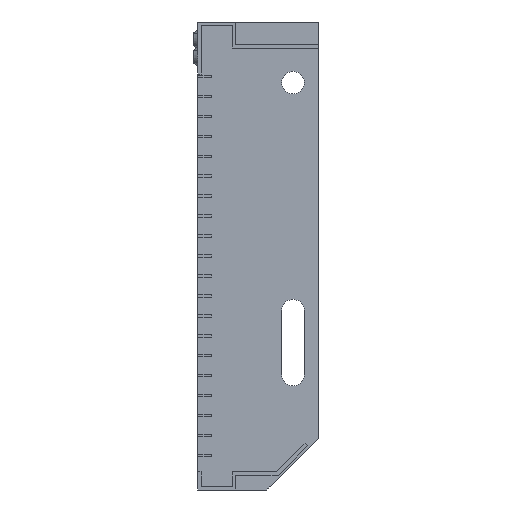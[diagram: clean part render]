
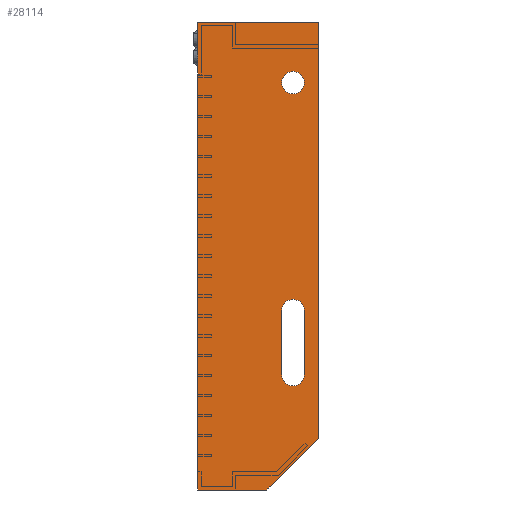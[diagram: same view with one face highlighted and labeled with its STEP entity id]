
A CAD part, left-side view. The second image highlights one B-rep face of the part: STEP entity #28114.
In plain terms, the highlighted planar face has unit normal (-1, 0, 0).
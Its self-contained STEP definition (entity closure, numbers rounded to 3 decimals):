
#56 = CIRCLE ( 'NONE', #29296, 6.5 ) ;
#234 = ORIENTED_EDGE ( 'NONE', *, *, #23737, .T. ) ;
#436 = VERTEX_POINT ( 'NONE', #23363 ) ;
#1080 = ORIENTED_EDGE ( 'NONE', *, *, #2933, .T. ) ;
#1791 = LINE ( 'NONE', #16545, #32053 ) ;
#1826 = CARTESIAN_POINT ( 'NONE',  ( -600., 15., -166.5 ) ) ;
#2337 = LINE ( 'NONE', #2395, #13394 ) ;
#2395 = CARTESIAN_POINT ( 'NONE',  ( -600., 70., -270. ) ) ;
#2506 = DIRECTION ( 'NONE',  ( 0., -1., 0. ) ) ;
#2587 = VERTEX_POINT ( 'NONE', #13378 ) ;
#2620 = FACE_OUTER_BOUND ( 'NONE', #26977, .T. ) ;
#2933 = EDGE_CURVE ( 'NONE', #5958, #2587, #22016, .T. ) ;
#3495 = ORIENTED_EDGE ( 'NONE', *, *, #25706, .T. ) ;
#3697 = CARTESIAN_POINT ( 'NONE',  ( -600., 0., 0. ) ) ;
#3725 = EDGE_CURVE ( 'NONE', #2587, #7762, #23772, .T. ) ;
#4067 = DIRECTION ( 'NONE',  ( 0., 0., -1. ) ) ;
#4574 = DIRECTION ( 'NONE',  ( 0., 0.707, -0.707 ) ) ;
#4786 = CARTESIAN_POINT ( 'NONE',  ( -600., 15., -28.5 ) ) ;
#4879 = DIRECTION ( 'NONE',  ( 1., 0., 0. ) ) ;
#5958 = VERTEX_POINT ( 'NONE', #20217 ) ;
#6630 = PLANE ( 'NONE',  #34553 ) ;
#7151 = DIRECTION ( 'NONE',  ( 1., 0., 0. ) ) ;
#7558 = CIRCLE ( 'NONE', #15272, 6.5 ) ;
#7661 = CARTESIAN_POINT ( 'NONE',  ( -600., 30., -270. ) ) ;
#7745 = LINE ( 'NONE', #28805, #32479 ) ;
#7762 = VERTEX_POINT ( 'NONE', #24458 ) ;
#7974 = ORIENTED_EDGE ( 'NONE', *, *, #24423, .F. ) ;
#8495 = ORIENTED_EDGE ( 'NONE', *, *, #22787, .F. ) ;
#9066 = FACE_BOUND ( 'NONE', #32795, .T. ) ;
#9308 = VECTOR ( 'NONE', #4574, 1000. ) ;
#9478 = DIRECTION ( 'NONE',  ( 1., 0., 0. ) ) ;
#9548 = CARTESIAN_POINT ( 'NONE',  ( -600., 15., -35. ) ) ;
#10792 = ORIENTED_EDGE ( 'NONE', *, *, #18956, .F. ) ;
#10815 = DIRECTION ( 'NONE',  ( 0., 0., -1. ) ) ;
#11380 = EDGE_LOOP ( 'NONE', ( #3495, #13563 ) ) ;
#13194 = CARTESIAN_POINT ( 'NONE',  ( -600., 70., 0. ) ) ;
#13378 = CARTESIAN_POINT ( 'NONE',  ( -600., 21.5, -166.5 ) ) ;
#13394 = VECTOR ( 'NONE', #14323, 1000. ) ;
#13563 = ORIENTED_EDGE ( 'NONE', *, *, #20165, .T. ) ;
#13648 = VERTEX_POINT ( 'NONE', #4786 ) ;
#14323 = DIRECTION ( 'NONE',  ( 0., 1., 0. ) ) ;
#14665 = EDGE_CURVE ( 'NONE', #25460, #33089, #34560, .T. ) ;
#14801 = VECTOR ( 'NONE', #4067, 1000. ) ;
#15272 = AXIS2_PLACEMENT_3D ( 'NONE', #9548, #27123, #21320 ) ;
#15360 = CARTESIAN_POINT ( 'NONE',  ( -600., 70., 0. ) ) ;
#15721 = EDGE_CURVE ( 'NONE', #7762, #30779, #34486, .T. ) ;
#15910 = CARTESIAN_POINT ( 'NONE',  ( -600., 30., -270. ) ) ;
#16384 = DIRECTION ( 'NONE',  ( 0., 0., -1. ) ) ;
#16545 = CARTESIAN_POINT ( 'NONE',  ( -600., 0., -240. ) ) ;
#16829 = AXIS2_PLACEMENT_3D ( 'NONE', #1826, #4879, #10815 ) ;
#17403 = VECTOR ( 'NONE', #30348, 1000. ) ;
#17792 = ORIENTED_EDGE ( 'NONE', *, *, #3725, .T. ) ;
#18956 = EDGE_CURVE ( 'NONE', #27199, #26755, #19592, .T. ) ;
#19104 = VECTOR ( 'NONE', #36460, 1000. ) ;
#19232 = DIRECTION ( 'NONE',  ( 0., 0., -1. ) ) ;
#19592 = LINE ( 'NONE', #15360, #19104 ) ;
#19629 = ORIENTED_EDGE ( 'NONE', *, *, #14665, .F. ) ;
#19709 = CARTESIAN_POINT ( 'NONE',  ( -600., 15., -203.5 ) ) ;
#20046 = AXIS2_PLACEMENT_3D ( 'NONE', #36942, #34122, #30687 ) ;
#20165 = EDGE_CURVE ( 'NONE', #13648, #28970, #7558, .T. ) ;
#20217 = CARTESIAN_POINT ( 'NONE',  ( -600., 21.5, -203.5 ) ) ;
#21253 = CARTESIAN_POINT ( 'NONE',  ( -600., 70., -270. ) ) ;
#21320 = DIRECTION ( 'NONE',  ( 0., 0., -1. ) ) ;
#21627 = CARTESIAN_POINT ( 'NONE',  ( -600., 8.5, -166.5 ) ) ;
#22005 = ORIENTED_EDGE ( 'NONE', *, *, #15721, .T. ) ;
#22016 = LINE ( 'NONE', #24461, #17403 ) ;
#22514 = EDGE_CURVE ( 'NONE', #30779, #29898, #56, .T. ) ;
#22787 = EDGE_CURVE ( 'NONE', #33089, #27199, #2337, .T. ) ;
#22872 = CIRCLE ( 'NONE', #20046, 6.5 ) ;
#23363 = CARTESIAN_POINT ( 'NONE',  ( -600., 0., 0. ) ) ;
#23737 = EDGE_CURVE ( 'NONE', #29898, #5958, #35718, .T. ) ;
#23772 = CIRCLE ( 'NONE', #16829, 6.5 ) ;
#24115 = AXIS2_PLACEMENT_3D ( 'NONE', #19709, #34423, #31228 ) ;
#24423 = EDGE_CURVE ( 'NONE', #26755, #436, #7745, .T. ) ;
#24458 = CARTESIAN_POINT ( 'NONE',  ( -600., 8.5, -166.5 ) ) ;
#24461 = CARTESIAN_POINT ( 'NONE',  ( -600., 21.5, -203.5 ) ) ;
#25460 = VERTEX_POINT ( 'NONE', #31844 ) ;
#25706 = EDGE_CURVE ( 'NONE', #28970, #13648, #22872, .T. ) ;
#25876 = ORIENTED_EDGE ( 'NONE', *, *, #22514, .T. ) ;
#26199 = EDGE_CURVE ( 'NONE', #436, #25460, #1791, .T. ) ;
#26755 = VERTEX_POINT ( 'NONE', #13194 ) ;
#26977 = EDGE_LOOP ( 'NONE', ( #32128, #7974, #10792, #8495, #19629 ) ) ;
#27123 = DIRECTION ( 'NONE',  ( 1., 0., 0. ) ) ;
#27199 = VERTEX_POINT ( 'NONE', #21253 ) ;
#28114 = ADVANCED_FACE ( 'NONE', ( #9066, #37472, #2620 ), #6630, .F. ) ;
#28805 = CARTESIAN_POINT ( 'NONE',  ( -600., 0., 0. ) ) ;
#28970 = VERTEX_POINT ( 'NONE', #34007 ) ;
#29296 = AXIS2_PLACEMENT_3D ( 'NONE', #33928, #7151, #16384 ) ;
#29849 = DIRECTION ( 'NONE',  ( 0., 0., 1. ) ) ;
#29898 = VERTEX_POINT ( 'NONE', #34135 ) ;
#30104 = CARTESIAN_POINT ( 'NONE',  ( -600., 8.5, -203.5 ) ) ;
#30348 = DIRECTION ( 'NONE',  ( 0., 0., 1. ) ) ;
#30687 = DIRECTION ( 'NONE',  ( 0., 0., -1. ) ) ;
#30779 = VERTEX_POINT ( 'NONE', #30104 ) ;
#31228 = DIRECTION ( 'NONE',  ( 0., 0., -1. ) ) ;
#31844 = CARTESIAN_POINT ( 'NONE',  ( -600., 0., -240. ) ) ;
#32053 = VECTOR ( 'NONE', #19232, 1000. ) ;
#32128 = ORIENTED_EDGE ( 'NONE', *, *, #26199, .F. ) ;
#32479 = VECTOR ( 'NONE', #2506, 1000. ) ;
#32795 = EDGE_LOOP ( 'NONE', ( #22005, #25876, #234, #1080, #17792 ) ) ;
#33089 = VERTEX_POINT ( 'NONE', #15910 ) ;
#33928 = CARTESIAN_POINT ( 'NONE',  ( -600., 15., -203.5 ) ) ;
#34007 = CARTESIAN_POINT ( 'NONE',  ( -600., 15., -41.5 ) ) ;
#34122 = DIRECTION ( 'NONE',  ( 1., 0., 0. ) ) ;
#34135 = CARTESIAN_POINT ( 'NONE',  ( -600., 15., -210. ) ) ;
#34423 = DIRECTION ( 'NONE',  ( 1., 0., 0. ) ) ;
#34486 = LINE ( 'NONE', #21627, #14801 ) ;
#34553 = AXIS2_PLACEMENT_3D ( 'NONE', #3697, #9478, #29849 ) ;
#34560 = LINE ( 'NONE', #7661, #9308 ) ;
#35718 = CIRCLE ( 'NONE', #24115, 6.5 ) ;
#36460 = DIRECTION ( 'NONE',  ( 0., 0., 1. ) ) ;
#36942 = CARTESIAN_POINT ( 'NONE',  ( -600., 15., -35. ) ) ;
#37472 = FACE_BOUND ( 'NONE', #11380, .T. ) ;
